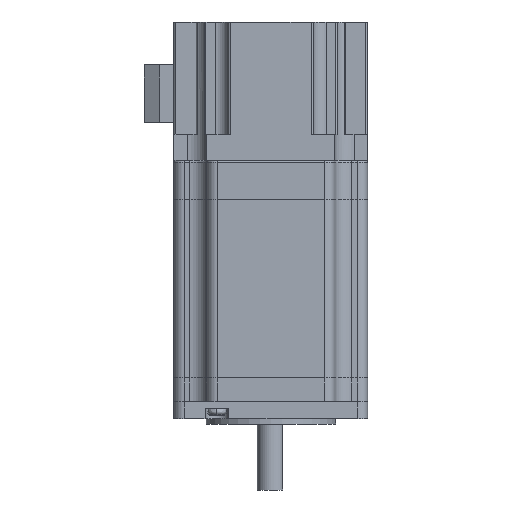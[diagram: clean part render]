
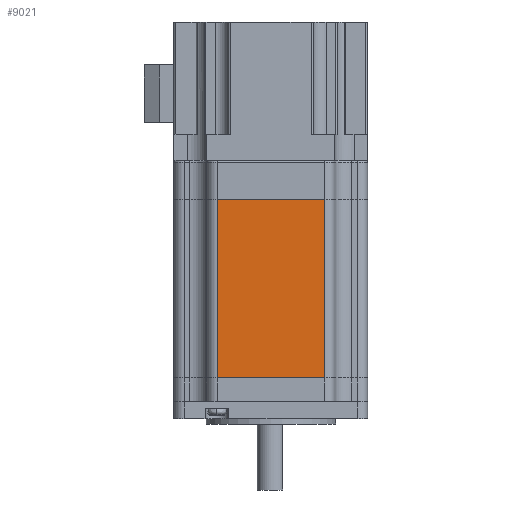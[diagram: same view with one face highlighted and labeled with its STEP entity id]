
A CAD part, front view. The second image highlights one B-rep face of the part: STEP entity #9021.
In plain terms, the highlighted face is planar.
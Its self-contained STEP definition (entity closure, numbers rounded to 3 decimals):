
#55 = ORIENTED_EDGE ( 'NONE', *, *, #2218, .F. ) ;
#208 = EDGE_CURVE ( 'NONE', #4988, #9270, #1642, .T. ) ;
#462 = EDGE_CURVE ( 'NONE', #9270, #4831, #5063, .T. ) ;
#862 = CARTESIAN_POINT ( 'NONE',  ( 0., 52.5, -12.7 ) ) ;
#864 = DIRECTION ( 'NONE',  ( 0., -1., 0. ) ) ;
#1115 = CARTESIAN_POINT ( 'NONE',  ( 0., 52.5, -12.7 ) ) ;
#1443 = EDGE_CURVE ( 'NONE', #4988, #2227, #7857, .T. ) ;
#1554 = DIRECTION ( 'NONE',  ( 0., 0., -1. ) ) ;
#1642 = LINE ( 'NONE', #862, #5748 ) ;
#1743 = CARTESIAN_POINT ( 'NONE',  ( 0., 52.5, -44.3 ) ) ;
#1756 = FACE_OUTER_BOUND ( 'NONE', #9206, .T. ) ;
#2218 = EDGE_CURVE ( 'NONE', #2227, #4831, #3283, .T. ) ;
#2227 = VERTEX_POINT ( 'NONE', #6344 ) ;
#2455 = ORIENTED_EDGE ( 'NONE', *, *, #462, .T. ) ;
#2484 = VECTOR ( 'NONE', #4856, 1000. ) ;
#3283 = LINE ( 'NONE', #5530, #8071 ) ;
#3310 = CARTESIAN_POINT ( 'NONE',  ( 0., 52.5, -44.3 ) ) ;
#3368 = ORIENTED_EDGE ( 'NONE', *, *, #208, .T. ) ;
#3818 = VECTOR ( 'NONE', #864, 1000. ) ;
#4041 = PLANE ( 'NONE',  #5880 ) ;
#4584 = CARTESIAN_POINT ( 'NONE',  ( 0., 0., -44.3 ) ) ;
#4763 = DIRECTION ( 'NONE',  ( -1., 0., 0. ) ) ;
#4831 = VERTEX_POINT ( 'NONE', #4584 ) ;
#4856 = DIRECTION ( 'NONE',  ( 0., -1., 0. ) ) ;
#4988 = VERTEX_POINT ( 'NONE', #1115 ) ;
#5063 = LINE ( 'NONE', #1743, #2484 ) ;
#5428 = CARTESIAN_POINT ( 'NONE',  ( 0., 52.5, -12.7 ) ) ;
#5530 = CARTESIAN_POINT ( 'NONE',  ( 0., 0., -12.7 ) ) ;
#5640 = ORIENTED_EDGE ( 'NONE', *, *, #1443, .F. ) ;
#5748 = VECTOR ( 'NONE', #6277, 1000. ) ;
#5880 = AXIS2_PLACEMENT_3D ( 'NONE', #5428, #4763, #8529 ) ;
#6277 = DIRECTION ( 'NONE',  ( 0., 0., -1. ) ) ;
#6344 = CARTESIAN_POINT ( 'NONE',  ( 0., 0., -12.7 ) ) ;
#7857 = LINE ( 'NONE', #9987, #3818 ) ;
#8071 = VECTOR ( 'NONE', #1554, 1000. ) ;
#8529 = DIRECTION ( 'NONE',  ( 0., 0., 1. ) ) ;
#9021 = ADVANCED_FACE ( 'NONE', ( #1756 ), #4041, .T. ) ;
#9206 = EDGE_LOOP ( 'NONE', ( #55, #5640, #3368, #2455 ) ) ;
#9270 = VERTEX_POINT ( 'NONE', #3310 ) ;
#9987 = CARTESIAN_POINT ( 'NONE',  ( 0., 52.5, -12.7 ) ) ;
